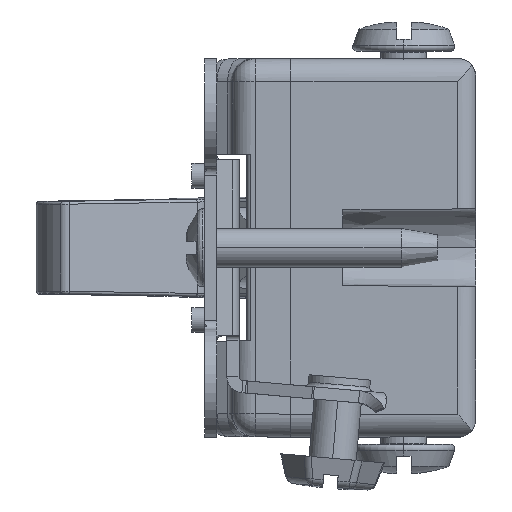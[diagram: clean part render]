
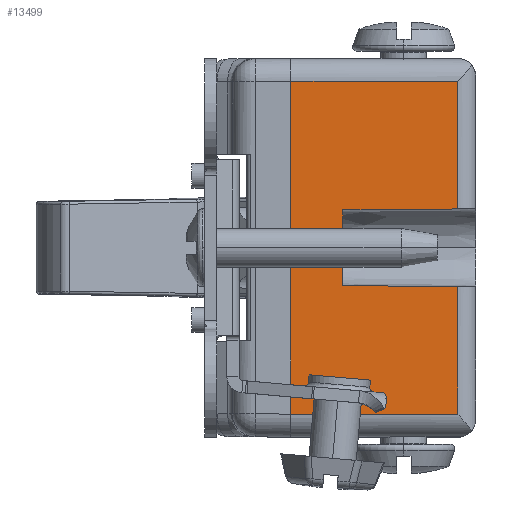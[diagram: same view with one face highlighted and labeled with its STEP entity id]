
A CAD part, left-side view. The second image highlights one B-rep face of the part: STEP entity #13499.
In plain terms, the highlighted planar face has unit normal (-1, 0, 0).
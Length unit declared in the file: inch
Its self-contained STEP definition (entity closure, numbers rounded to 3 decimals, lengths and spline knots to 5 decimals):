
#825 = ORIENTED_EDGE ( 'NONE', *, *, #20042, .T. ) ;
#1446 = DIRECTION ( 'NONE',  ( 0., 0., 1. ) ) ;
#1538 = PLANE ( 'NONE',  #36262 ) ;
#2309 = VECTOR ( 'NONE', #11706, 39.37008 ) ;
#3736 = FACE_OUTER_BOUND ( 'NONE', #41241, .T. ) ;
#4866 = CARTESIAN_POINT ( 'NONE',  ( -1.6495, -0.57782, -0.13447 ) ) ;
#5576 = EDGE_CURVE ( 'NONE', #37215, #43924, #33013, .T. ) ;
#5911 = LINE ( 'NONE', #22764, #15307 ) ;
#5954 = CARTESIAN_POINT ( 'NONE',  ( -1.6495, 0., 0. ) ) ;
#8583 = ORIENTED_EDGE ( 'NONE', *, *, #36775, .T. ) ;
#8713 = CARTESIAN_POINT ( 'NONE',  ( -1.6495, -0.18, 0.131 ) ) ;
#8884 = CARTESIAN_POINT ( 'NONE',  ( -1.6495, -0.57782, 0.13447 ) ) ;
#11013 = CARTESIAN_POINT ( 'NONE',  ( -1.6495, -0.31333, 0.576 ) ) ;
#11029 = ORIENTED_EDGE ( 'NONE', *, *, #5576, .T. ) ;
#11268 = VERTEX_POINT ( 'NONE', #8884 ) ;
#11372 = CARTESIAN_POINT ( 'NONE',  ( -1.6495, -0.18, 0. ) ) ;
#11706 = DIRECTION ( 'NONE',  ( 0., 0., 1. ) ) ;
#12480 = CARTESIAN_POINT ( 'NONE',  ( -1.6495, 0., 0.576 ) ) ;
#13499 = ADVANCED_FACE ( 'NONE', ( #3736 ), #1538, .T. ) ;
#13697 = ORIENTED_EDGE ( 'NONE', *, *, #33453, .F. ) ;
#14377 = VERTEX_POINT ( 'NONE', #31620 ) ;
#14664 = VECTOR ( 'NONE', #43690, 39.37008 ) ;
#14821 = VERTEX_POINT ( 'NONE', #35981 ) ;
#15307 = VECTOR ( 'NONE', #18639, 39.37008 ) ;
#16133 = DIRECTION ( 'NONE',  ( 0., -1., 0.009 ) ) ;
#18037 = VERTEX_POINT ( 'NONE', #36216 ) ;
#18468 = VECTOR ( 'NONE', #26148, 39.37008 ) ;
#18639 = DIRECTION ( 'NONE',  ( 0., 0., 1. ) ) ;
#19394 = LINE ( 'NONE', #40015, #14664 ) ;
#20042 = EDGE_CURVE ( 'NONE', #14821, #14377, #5911, .T. ) ;
#20446 = DIRECTION ( 'NONE',  ( 0., 1., 0.009 ) ) ;
#20896 = EDGE_CURVE ( 'NONE', #43924, #11268, #39444, .T. ) ;
#21396 = LINE ( 'NONE', #11013, #18468 ) ;
#21992 = LINE ( 'NONE', #44228, #23748 ) ;
#22207 = EDGE_CURVE ( 'NONE', #33578, #14821, #21992, .T. ) ;
#22764 = CARTESIAN_POINT ( 'NONE',  ( -1.6495, -0.57782, 0. ) ) ;
#23748 = VECTOR ( 'NONE', #33099, 39.37008 ) ;
#26148 = DIRECTION ( 'NONE',  ( 0., -1., 0. ) ) ;
#29336 = VECTOR ( 'NONE', #16133, 39.37008 ) ;
#29468 = VECTOR ( 'NONE', #1446, 39.37008 ) ;
#29978 = VECTOR ( 'NONE', #20446, 39.37008 ) ;
#30904 = EDGE_CURVE ( 'NONE', #14377, #37215, #40069, .T. ) ;
#31524 = CARTESIAN_POINT ( 'NONE',  ( -1.6495, -0.18, -0.131 ) ) ;
#31620 = CARTESIAN_POINT ( 'NONE',  ( -1.6495, -0.57782, -0.13447 ) ) ;
#32094 = DIRECTION ( 'NONE',  ( -1., 0., 0. ) ) ;
#32901 = ORIENTED_EDGE ( 'NONE', *, *, #30904, .T. ) ;
#33013 = LINE ( 'NONE', #11372, #2309 ) ;
#33099 = DIRECTION ( 'NONE',  ( 0., -1., 0. ) ) ;
#33453 = EDGE_CURVE ( 'NONE', #33566, #18037, #21396, .T. ) ;
#33566 = VERTEX_POINT ( 'NONE', #12480 ) ;
#33578 = VERTEX_POINT ( 'NONE', #45921 ) ;
#35344 = CARTESIAN_POINT ( 'NONE',  ( -1.6495, -0.18, 0.131 ) ) ;
#35916 = DIRECTION ( 'NONE',  ( 0., 0., 1. ) ) ;
#35981 = CARTESIAN_POINT ( 'NONE',  ( -1.6495, -0.57782, -0.576 ) ) ;
#36216 = CARTESIAN_POINT ( 'NONE',  ( -1.6495, -0.57782, 0.576 ) ) ;
#36242 = CARTESIAN_POINT ( 'NONE',  ( -1.6495, -0.57793, -0.57612 ) ) ;
#36262 = AXIS2_PLACEMENT_3D ( 'NONE', #36242, #32094, #35916 ) ;
#36775 = EDGE_CURVE ( 'NONE', #11268, #18037, #19394, .T. ) ;
#37215 = VERTEX_POINT ( 'NONE', #31524 ) ;
#37866 = ORIENTED_EDGE ( 'NONE', *, *, #20896, .T. ) ;
#38392 = LINE ( 'NONE', #5954, #29468 ) ;
#39444 = LINE ( 'NONE', #8713, #29336 ) ;
#40015 = CARTESIAN_POINT ( 'NONE',  ( -1.6495, -0.57782, 0. ) ) ;
#40069 = LINE ( 'NONE', #4866, #29978 ) ;
#41241 = EDGE_LOOP ( 'NONE', ( #42645, #46694, #825, #32901, #11029, #37866, #8583, #13697 ) ) ;
#42645 = ORIENTED_EDGE ( 'NONE', *, *, #44019, .F. ) ;
#43690 = DIRECTION ( 'NONE',  ( 0., 0., 1. ) ) ;
#43924 = VERTEX_POINT ( 'NONE', #35344 ) ;
#44019 = EDGE_CURVE ( 'NONE', #33578, #33566, #38392, .T. ) ;
#44228 = CARTESIAN_POINT ( 'NONE',  ( -1.6495, -0.28891, -0.576 ) ) ;
#45921 = CARTESIAN_POINT ( 'NONE',  ( -1.6495, 0., -0.576 ) ) ;
#46694 = ORIENTED_EDGE ( 'NONE', *, *, #22207, .T. ) ;
